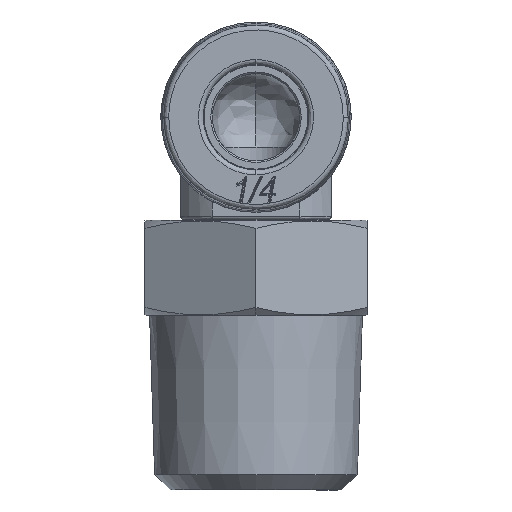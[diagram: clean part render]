
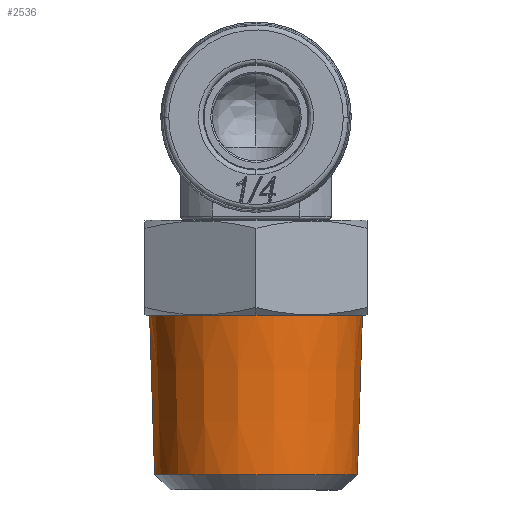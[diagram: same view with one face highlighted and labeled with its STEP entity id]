
A CAD part, front view. The second image highlights one B-rep face of the part: STEP entity #2536.
In plain terms, the highlighted conical face has half-angle 1.79 degrees and reference radius 6.706 mm.
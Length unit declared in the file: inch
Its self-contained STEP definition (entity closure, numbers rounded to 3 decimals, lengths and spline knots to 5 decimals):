
#4 = EDGE_LOOP ( 'NONE', ( #2461, #3515, #2492, #1207 ) ) ;
#198 = CARTESIAN_POINT ( 'NONE',  ( 0.26403, 0., -0.49213 ) ) ;
#230 = DIRECTION ( 'NONE',  ( 0., 0., 1. ) ) ;
#325 = VERTEX_POINT ( 'NONE', #198 ) ;
#361 = DIRECTION ( 'NONE',  ( 0., 0., 1. ) ) ;
#497 = FACE_OUTER_BOUND ( 'NONE', #4, .T. ) ;
#677 = CARTESIAN_POINT ( 'NONE',  ( 0.26403, 0., -0.49213 ) ) ;
#690 = DIRECTION ( 'NONE',  ( 0., 0., -1. ) ) ;
#846 = CONICAL_SURFACE ( 'NONE', #3555, 0.26403, 0.031 ) ;
#894 = CIRCLE ( 'NONE', #1806, 0.25168 ) ;
#927 = VERTEX_POINT ( 'NONE', #3687 ) ;
#1207 = ORIENTED_EDGE ( 'NONE', *, *, #4465, .T. ) ;
#1304 = VECTOR ( 'NONE', #1443, 39.37008 ) ;
#1425 = CIRCLE ( 'NONE', #4730, 0.26403 ) ;
#1432 = DIRECTION ( 'NONE',  ( 0.866, 0.5, 0. ) ) ;
#1440 = EDGE_CURVE ( 'NONE', #3301, #2920, #894, .T. ) ;
#1443 = DIRECTION ( 'NONE',  ( 0.031, 0., 1. ) ) ;
#1579 = CARTESIAN_POINT ( 'NONE',  ( 0., 0., -0.88706 ) ) ;
#1753 = LINE ( 'NONE', #677, #1304 ) ;
#1773 = CARTESIAN_POINT ( 'NONE',  ( 0., 0., -0.49213 ) ) ;
#1806 = AXIS2_PLACEMENT_3D ( 'NONE', #1579, #230, #1432 ) ;
#1934 = CARTESIAN_POINT ( 'NONE',  ( 0.25168, 0., -0.88706 ) ) ;
#2461 = ORIENTED_EDGE ( 'NONE', *, *, #4125, .F. ) ;
#2491 = CARTESIAN_POINT ( 'NONE',  ( -0.26403, 0., -0.49213 ) ) ;
#2492 = ORIENTED_EDGE ( 'NONE', *, *, #3302, .T. ) ;
#2499 = CARTESIAN_POINT ( 'NONE',  ( -0.25168, 0., -0.88706 ) ) ;
#2536 = ADVANCED_FACE ( 'NONE', ( #497 ), #846, .T. ) ;
#2562 = DIRECTION ( 'NONE',  ( 1., 0., 0. ) ) ;
#2586 = DIRECTION ( 'NONE',  ( 1., 0., 0. ) ) ;
#2920 = VERTEX_POINT ( 'NONE', #1934 ) ;
#3004 = DIRECTION ( 'NONE',  ( -0.031, 0., 1. ) ) ;
#3301 = VERTEX_POINT ( 'NONE', #2499 ) ;
#3302 = EDGE_CURVE ( 'NONE', #2920, #325, #1753, .T. ) ;
#3515 = ORIENTED_EDGE ( 'NONE', *, *, #1440, .T. ) ;
#3555 = AXIS2_PLACEMENT_3D ( 'NONE', #3616, #361, #2586 ) ;
#3610 = VECTOR ( 'NONE', #3004, 39.37008 ) ;
#3616 = CARTESIAN_POINT ( 'NONE',  ( 0., 0., -0.49213 ) ) ;
#3687 = CARTESIAN_POINT ( 'NONE',  ( -0.26403, 0., -0.49213 ) ) ;
#3796 = LINE ( 'NONE', #2491, #3610 ) ;
#4125 = EDGE_CURVE ( 'NONE', #3301, #927, #3796, .T. ) ;
#4465 = EDGE_CURVE ( 'NONE', #325, #927, #1425, .T. ) ;
#4730 = AXIS2_PLACEMENT_3D ( 'NONE', #1773, #690, #2562 ) ;
